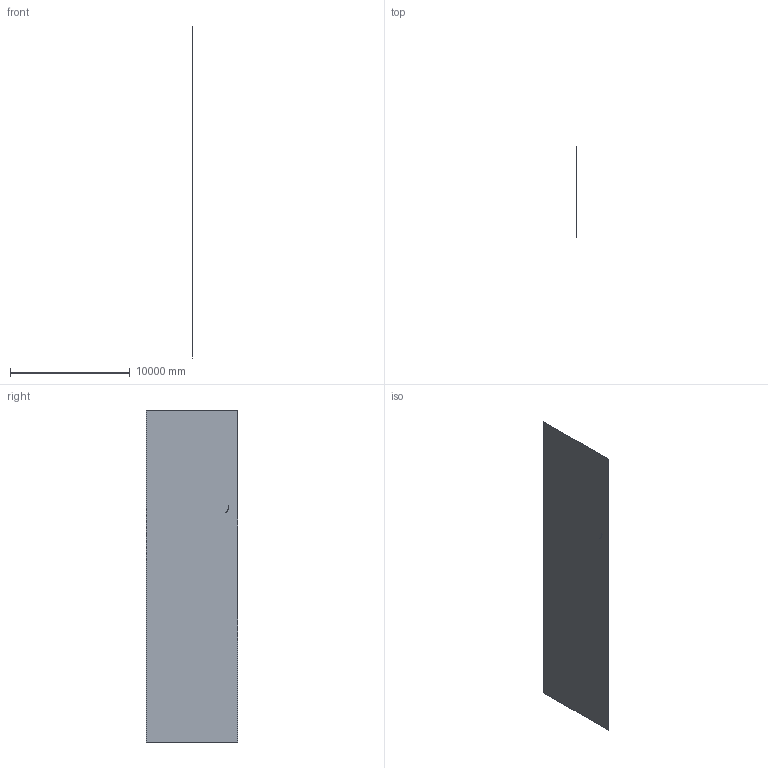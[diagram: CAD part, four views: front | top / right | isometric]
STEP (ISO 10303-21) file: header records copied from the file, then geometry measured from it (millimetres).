
FILE_DESCRIPTION (( 'STEP AP214' ), '1' );
FILE_NAME ('NFR25_RearWing_Design1_2D_Try2.STEP', '2024-09-14T02:29:48', ( '' ), ( '' ), 'SwSTEP 2.0', 'SolidWorks 2024', '' );
FILE_SCHEMA (( 'AUTOMOTIVE_DESIGN' ));
Length unit declared in the file: inch
Products named in the file (1): NFR25_RearWing_Design1_2D_Try2
Bounding box: 0 x 7620 x 27697.88 mm (x, y, z)
Surface area: 211042813.7 mm2 (no closed solid volume)
Topology: 0 solids, 1 shells, 1 faces, 10 edges, 10 vertices
Faces by surface type: bspline 1
Entity records: 644 total; most frequent: CARTESIAN_POINT 573, B_SPLINE_CURVE_WITH_KNOTS 10, ORIENTED_EDGE 10, VERTEX_POINT 10, EDGE_CURVE 10, EDGE_LOOP 4, FACE_BOUND 3, APPLICATION_PROTOCOL_DEFINITION 2
